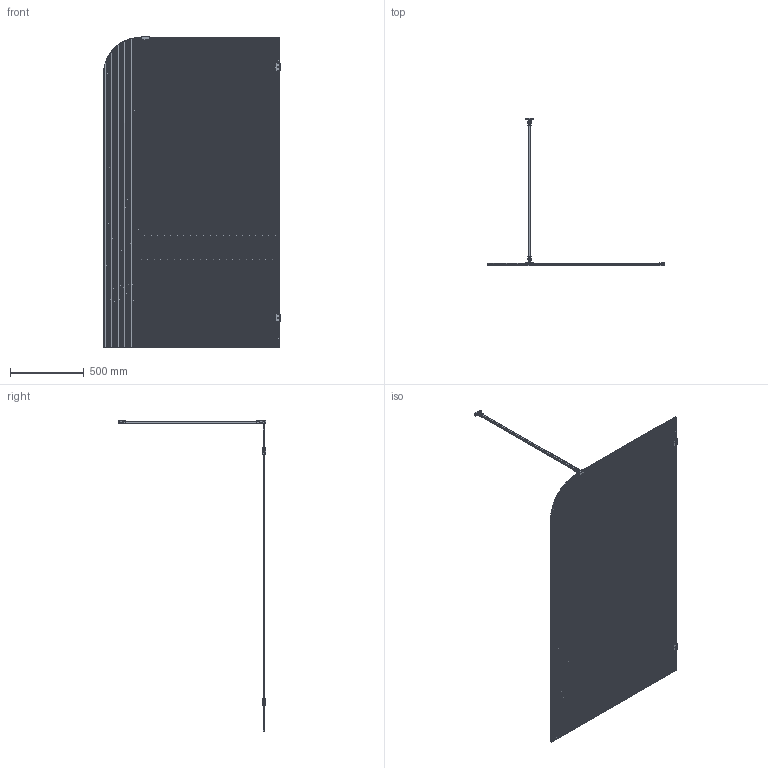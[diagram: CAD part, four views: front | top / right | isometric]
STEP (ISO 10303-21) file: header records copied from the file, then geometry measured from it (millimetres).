
FILE_DESCRIPTION(/* description */ (''),/* implementation_level */ '2;1');
FILE_NAME(/* name */ 'STEP - W31SC01 1200 clip fluted-L_1710067-1710091-1710115-1710139-1710163',/* time_stamp */ '2024-08-13T10:48:27+10:00',/* author */ (''),/* organization */ (''),/* preprocessor_version */ 'ST-DEVELOPER v16.5',/* originating_system */ 'Rhino 7.23',/* authorisation */ '');
FILE_SCHEMA (('AUTOMOTIVE_DESIGN'));
Length unit declared in the file: millimetre
Products named in the file (24): Document; W31SC01ǽ��+-�� \X2\FFFD
-L 1200x2100x1052; 48; s1900A-�ɺ�12; s1900A-�ɺ�34; ǽ��-1-�ɺ�20; hex lobular socket ctsk screws gb_GB_MC_SCREW_TYPE12 M6X14-10.7-N39; ���װ�θ�-�ɺ�1
0; ǽ��-2-�ɺ�45; 1000-��-W3151; CU656+CU12250; __29; hex socket set screws with cone point gb_GB_FASTENER_SCREWS_HSCP M5X4
-N3637; ____47; hex_lobular_socket_ctsk_screws_4; cu656______2; Cu656+CU121--W3149; CU121-�˲�g��--W3124; hex_lobular_socket_ctsk_screws_--W3116; cu656______--W3118; M10X10ʮ��ƽͷ��--W3122; 48X14X2��--W3114; AL0674x1000-W3141; H31�̲�-W31��26
Assembly tree (30 placements, depth 5):
  Document
    W31SC01ǽ��+-�� \X2\FFFD
-L 1200x2100x1052
  48  x2
  s1900A-�ɺ�12
  s1900A-�ɺ�34
        ǽ��-1-�ɺ�20
        hex lobular socket ctsk screws gb_GB_MC_SCREW_TYPE12 M6X14-10.7-N39
        ���װ�θ�-�ɺ�1
0
        ǽ��-2-�ɺ�45
      1000-��-W3151
        CU656+CU12250
          __29
          hex socket set screws with cone point gb_GB_FASTENER_SCREWS_HSCP M5X4
-N3637  x2
          ____47  x2
          hex_lobular_socket_ctsk_screws_4
          cu656______2
        Cu656+CU121--W3149
          CU121-�˲�g��--W3124
          hex_lobular_socket_ctsk_screws_--W3116
          cu656______--W3118
          hex socket set screws with cone point gb_GB_FASTENER_SCREWS_HSCP M5X4
-N3637  x2
          M10X10ʮ��ƽͷ��--W3122  x2
          48X14X2��--W3114
        AL0674x1000-W3141
      H31�̲�-W31��26
Bounding box: 1200 x 1000 x 2105.25 mm (x, y, z)
Volume: 22558644.4 mm3; surface area: 5447514.4 mm2
Topology: 31 solids, 31 shells, 1554 faces, 3976 edges, 2479 vertices
Faces by surface type: cylinder 614, plane 598, bspline 342
Entity records: 46407 total; most frequent: CARTESIAN_POINT 24566, ORIENTED_EDGE 6764, EDGE_CURVE 3382, VERTEX_POINT 2131, B_SPLINE_CURVE_WITH_KNOTS 1548, EDGE_LOOP 1349, ADVANCED_FACE 1302, FACE_OUTER_BOUND 1302
